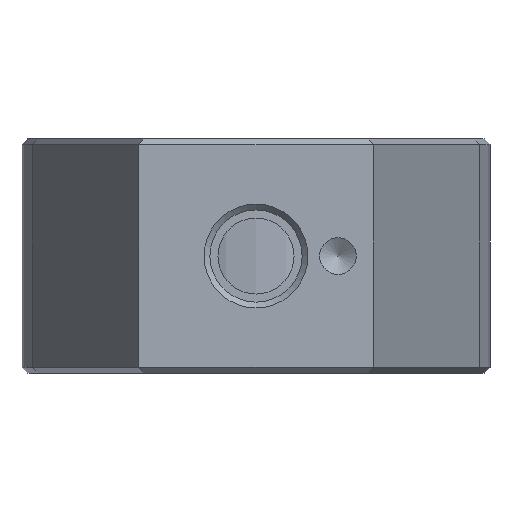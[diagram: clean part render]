
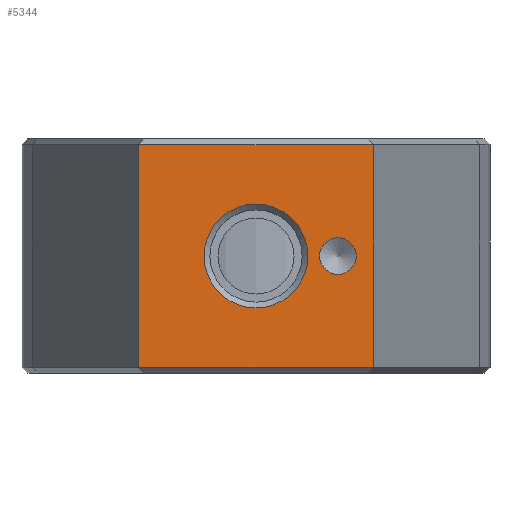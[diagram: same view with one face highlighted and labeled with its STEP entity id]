
A CAD part, front view. The second image highlights one B-rep face of the part: STEP entity #5344.
In plain terms, the highlighted planar face has unit normal (0, -1, 0).
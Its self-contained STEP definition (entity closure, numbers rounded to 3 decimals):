
#114=FACE_BOUND('',#809,.T.);
#115=FACE_BOUND('',#810,.T.);
#294=PLANE('',#5665);
#506=FACE_OUTER_BOUND('',#808,.T.);
#808=EDGE_LOOP('',(#3759,#3760,#3761,#3762));
#809=EDGE_LOOP('',(#3763));
#810=EDGE_LOOP('',(#3764));
#1243=LINE('',#7655,#1803);
#1245=LINE('',#7659,#1805);
#1246=LINE('',#7661,#1806);
#1247=LINE('',#7662,#1807);
#1803=VECTOR('',#6096,1000.);
#1805=VECTOR('',#6100,1000.);
#1806=VECTOR('',#6101,1000.);
#1807=VECTOR('',#6102,1000.);
#2218=CIRCLE('',#5636,0.794);
#2224=CIRCLE('',#5646,2.254);
#2253=VERTEX_POINT('',#6932);
#2264=VERTEX_POINT('',#6959);
#2458=VERTEX_POINT('',#7652);
#2459=VERTEX_POINT('',#7654);
#2460=VERTEX_POINT('',#7658);
#2461=VERTEX_POINT('',#7660);
#2759=EDGE_CURVE('',#2253,#2253,#2218,.T.);
#2771=EDGE_CURVE('',#2264,#2264,#2224,.T.);
#2975=EDGE_CURVE('',#2459,#2458,#1243,.T.);
#2977=EDGE_CURVE('',#2458,#2460,#1245,.T.);
#2978=EDGE_CURVE('',#2461,#2460,#1246,.T.);
#2979=EDGE_CURVE('',#2461,#2459,#1247,.T.);
#3759=ORIENTED_EDGE('',*,*,#2975,.T.);
#3760=ORIENTED_EDGE('',*,*,#2977,.T.);
#3761=ORIENTED_EDGE('',*,*,#2978,.F.);
#3762=ORIENTED_EDGE('',*,*,#2979,.T.);
#3763=ORIENTED_EDGE('',*,*,#2759,.F.);
#3764=ORIENTED_EDGE('',*,*,#2771,.T.);
#5344=ADVANCED_FACE('',(#506,#114,#115),#294,.F.);
#5636=AXIS2_PLACEMENT_3D('',#6934,#5891,#5892);
#5646=AXIS2_PLACEMENT_3D('',#6961,#5917,#5918);
#5665=AXIS2_PLACEMENT_3D('',#7657,#6098,#6099);
#5891=DIRECTION('center_axis',(0.,-1.,0.));
#5892=DIRECTION('ref_axis',(0.,0.,-1.));
#5917=DIRECTION('center_axis',(0.,1.,0.));
#5918=DIRECTION('ref_axis',(-1.,0.,0.));
#6096=DIRECTION('',(0.,0.,-1.));
#6098=DIRECTION('center_axis',(0.,1.,0.));
#6099=DIRECTION('ref_axis',(-1.,0.,0.));
#6100=DIRECTION('',(1.,0.,0.));
#6101=DIRECTION('',(0.,0.,-1.));
#6102=DIRECTION('',(-1.,0.,0.));
#6932=CARTESIAN_POINT('',(3.556,-17.78,-4.286));
#6934=CARTESIAN_POINT('Origin',(3.556,-17.78,-5.08));
#6959=CARTESIAN_POINT('',(0.,-17.78,-2.826));
#6961=CARTESIAN_POINT('Origin',(0.,-17.78,-5.08));
#7652=CARTESIAN_POINT('',(-5.08,-17.78,-9.906));
#7654=CARTESIAN_POINT('',(-5.08,-17.78,-0.254));
#7655=CARTESIAN_POINT('',(-5.08,-17.78,0.));
#7657=CARTESIAN_POINT('Origin',(5.08,-17.78,0.));
#7658=CARTESIAN_POINT('',(5.08,-17.78,-9.906));
#7659=CARTESIAN_POINT('',(5.08,-17.78,-9.906));
#7660=CARTESIAN_POINT('',(5.08,-17.78,-0.254));
#7661=CARTESIAN_POINT('',(5.08,-17.78,0.));
#7662=CARTESIAN_POINT('',(-5.08,-17.78,-0.254));
